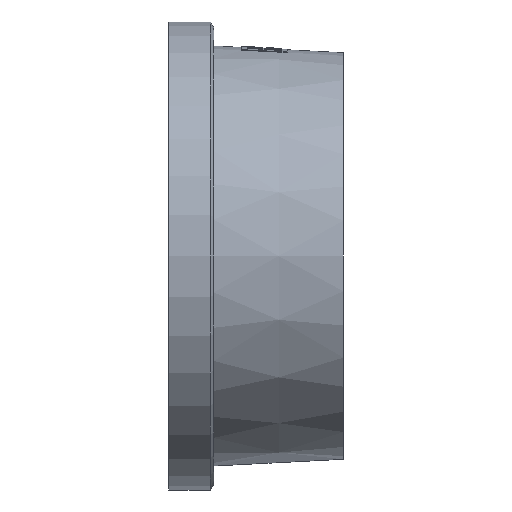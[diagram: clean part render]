
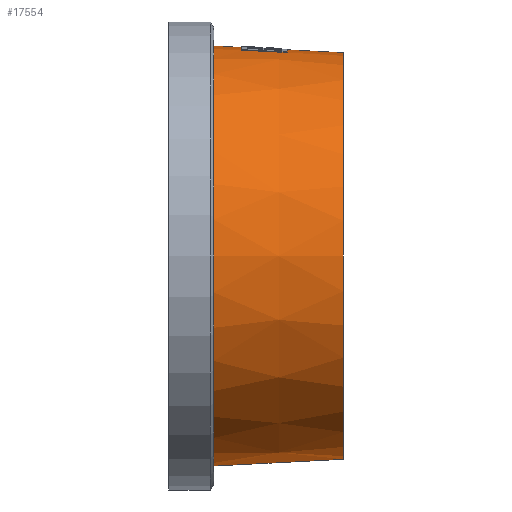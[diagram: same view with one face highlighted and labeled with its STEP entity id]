
A CAD part, left-side view. The second image highlights one B-rep face of the part: STEP entity #17554.
In plain terms, the highlighted conical face has half-angle 3 degrees and reference radius 36.045 mm.
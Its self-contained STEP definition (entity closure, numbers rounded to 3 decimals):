
#12 = EDGE_CURVE ( 'NONE', #1630, #1891, #2791, .T. ) ;
#34 = EDGE_CURVE ( 'NONE', #1736, #1641, #2830, .T. ) ;
#55 = EDGE_CURVE ( 'NONE', #1652, #1712, #2788, .T. ) ;
#56 = EDGE_CURVE ( 'NONE', #1891, #1736, #4134, .T. ) ;
#424 = EDGE_CURVE ( 'NONE', #1712, #1641, #5790, .T. ) ;
#476 = EDGE_CURVE ( 'NONE', #1652, #1734, #5786, .T. ) ;
#480 = EDGE_CURVE ( 'NONE', #1630, #1657, #5847, .T. ) ;
#611 = ORIENTED_EDGE ( 'NONE', *, *, #3040, .F. ) ;
#612 = ORIENTED_EDGE ( 'NONE', *, *, #480, .T. ) ;
#650 = ORIENTED_EDGE ( 'NONE', *, *, #55, .T. ) ;
#653 = ORIENTED_EDGE ( 'NONE', *, *, #424, .T. ) ;
#667 = ORIENTED_EDGE ( 'NONE', *, *, #476, .F. ) ;
#671 = ORIENTED_EDGE ( 'NONE', *, *, #56, .F. ) ;
#1290 = ORIENTED_EDGE ( 'NONE', *, *, #34, .F. ) ;
#1294 = ORIENTED_EDGE ( 'NONE', *, *, #12, .F. ) ;
#1630 = VERTEX_POINT ( 'NONE', #7536 ) ;
#1641 = VERTEX_POINT ( 'NONE', #7534 ) ;
#1652 = VERTEX_POINT ( 'NONE', #7571 ) ;
#1657 = VERTEX_POINT ( 'NONE', #7540 ) ;
#1712 = VERTEX_POINT ( 'NONE', #7604 ) ;
#1734 = VERTEX_POINT ( 'NONE', #7630 ) ;
#1736 = VERTEX_POINT ( 'NONE', #7646 ) ;
#1891 = VERTEX_POINT ( 'NONE', #7744 ) ;
#2788 = CIRCLE ( 'NONE', #3365, 36.045 ) ;
#2791 = CIRCLE ( 'NONE', #3390, 36.988 ) ;
#2830 = CIRCLE ( 'NONE', #3395, 36.569 ) ;
#3040 = EDGE_CURVE ( 'NONE', #1734, #1657, #5794, .T. ) ;
#3365 = AXIS2_PLACEMENT_3D ( 'NONE', #3834, #3825, #3836 ) ;
#3390 = AXIS2_PLACEMENT_3D ( 'NONE', #11847, #11853, #11863 ) ;
#3395 = AXIS2_PLACEMENT_3D ( 'NONE', #3722, #3751, #3732 ) ;
#3722 = CARTESIAN_POINT ( 'NONE',  ( 0., 10., 0. ) ) ;
#3732 = DIRECTION ( 'NONE',  ( 0., 0., 1. ) ) ;
#3751 = DIRECTION ( 'NONE',  ( 0., 1., 0. ) ) ;
#3813 = CARTESIAN_POINT ( 'NONE',  ( -6., 10.667, 36.109 ) ) ;
#3825 = DIRECTION ( 'NONE',  ( 0., 1., 0. ) ) ;
#3826 = CARTESIAN_POINT ( 'NONE',  ( -6., 15.667, 36.374 ) ) ;
#3827 = CARTESIAN_POINT ( 'NONE',  ( -6., 11., 36.126 ) ) ;
#3830 = CARTESIAN_POINT ( 'NONE',  ( -6., 10.333, 36.091 ) ) ;
#3832 = CARTESIAN_POINT ( 'NONE',  ( -6., 10., 36.073 ) ) ;
#3834 = CARTESIAN_POINT ( 'NONE',  ( 0., 0., 0. ) ) ;
#3836 = DIRECTION ( 'NONE',  ( 0., 0., 1. ) ) ;
#3837 = CARTESIAN_POINT ( 'NONE',  ( -6., 13.333, 36.25 ) ) ;
#3842 = CARTESIAN_POINT ( 'NONE',  ( -6., 18., 36.498 ) ) ;
#4134 = B_SPLINE_CURVE_WITH_KNOTS ( 'NONE', 3,
 ( #3842, #3826, #3837, #3827, #3813, #3830, #3832 ),
 .UNSPECIFIED., .F., .F.,
 ( 4, 3, 4 ),
 ( 0.009, 0.016, 0.017 ),
 .UNSPECIFIED. ) ;
#5368 = AXIS2_PLACEMENT_3D ( 'NONE', #8061, #8070, #8041 ) ;
#5757 = VECTOR ( 'NONE', #7001, 1000. ) ;
#5778 = VECTOR ( 'NONE', #7297, 1000. ) ;
#5786 = LINE ( 'NONE', #7309, #5778 ) ;
#5790 = LINE ( 'NONE', #7029, #5757 ) ;
#5794 = CIRCLE ( 'NONE', #5368, 37.25 ) ;
#5825 = VECTOR ( 'NONE', #7341, 1000. ) ;
#5847 = LINE ( 'NONE', #7317, #5825 ) ;
#6613 = FACE_OUTER_BOUND ( 'NONE', #10171, .T. ) ;
#6653 = CONICAL_SURFACE ( 'NONE', #12094, 36.045, 0.052 ) ;
#7001 = DIRECTION ( 'NONE',  ( 0., 0.999, 0.052 ) ) ;
#7029 = CARTESIAN_POINT ( 'NONE',  ( 0., 0., 36.045 ) ) ;
#7297 = DIRECTION ( 'NONE',  ( 0., 0.999, -0.052 ) ) ;
#7309 = CARTESIAN_POINT ( 'NONE',  ( 0., 0., -36.045 ) ) ;
#7317 = CARTESIAN_POINT ( 'NONE',  ( 0., 0., 36.045 ) ) ;
#7341 = DIRECTION ( 'NONE',  ( 0., 0.999, 0.052 ) ) ;
#7534 = CARTESIAN_POINT ( 'NONE',  ( 0., 10., 36.569 ) ) ;
#7536 = CARTESIAN_POINT ( 'NONE',  ( 0., 18., 36.988 ) ) ;
#7540 = CARTESIAN_POINT ( 'NONE',  ( 0., 23., 37.25 ) ) ;
#7571 = CARTESIAN_POINT ( 'NONE',  ( 0., 0., -36.045 ) ) ;
#7604 = CARTESIAN_POINT ( 'NONE',  ( 0., 0., 36.045 ) ) ;
#7630 = CARTESIAN_POINT ( 'NONE',  ( 0., 23., -37.25 ) ) ;
#7646 = CARTESIAN_POINT ( 'NONE',  ( -6., 10., 36.073 ) ) ;
#7744 = CARTESIAN_POINT ( 'NONE',  ( -6., 18., 36.498 ) ) ;
#8041 = DIRECTION ( 'NONE',  ( 0., 0., 1. ) ) ;
#8061 = CARTESIAN_POINT ( 'NONE',  ( 0., 23., 0. ) ) ;
#8070 = DIRECTION ( 'NONE',  ( 0., 1., 0. ) ) ;
#10171 = EDGE_LOOP ( 'NONE', ( #667, #650, #653, #1290, #671, #1294, #612, #611 ) ) ;
#11847 = CARTESIAN_POINT ( 'NONE',  ( 0., 18., 0. ) ) ;
#11853 = DIRECTION ( 'NONE',  ( 0., -1., 0. ) ) ;
#11863 = DIRECTION ( 'NONE',  ( 1., 0., 0. ) ) ;
#12094 = AXIS2_PLACEMENT_3D ( 'NONE', #16878, #16836, #16851 ) ;
#16836 = DIRECTION ( 'NONE',  ( 0., 1., 0. ) ) ;
#16851 = DIRECTION ( 'NONE',  ( 0., 0., 1. ) ) ;
#16878 = CARTESIAN_POINT ( 'NONE',  ( 0., 0., 0. ) ) ;
#17554 = ADVANCED_FACE ( 'NONE', ( #6613 ), #6653, .T. ) ;
